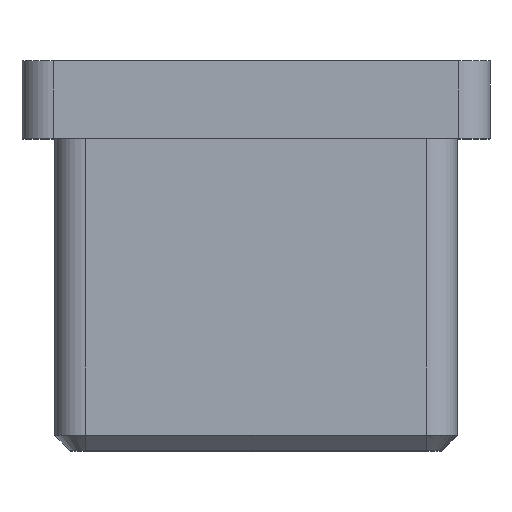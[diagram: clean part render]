
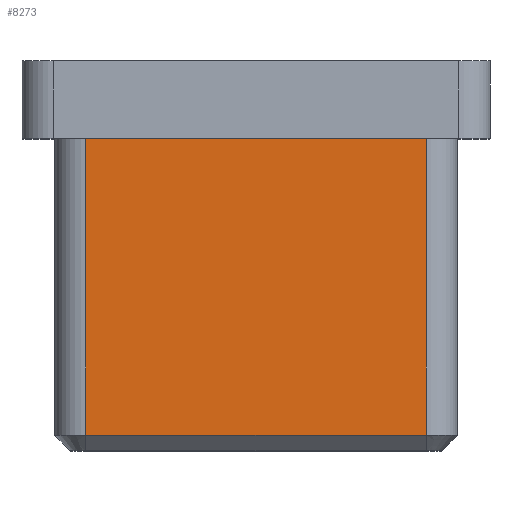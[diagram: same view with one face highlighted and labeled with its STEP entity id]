
A CAD part, top view. The second image highlights one B-rep face of the part: STEP entity #8273.
In plain terms, the highlighted planar face has unit normal (0, 0, 1).
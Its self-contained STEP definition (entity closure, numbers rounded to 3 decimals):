
#343 = CARTESIAN_POINT ( 'NONE',  ( -10.9, -19., 12.9 ) ) ;
#2139 = CARTESIAN_POINT ( 'NONE',  ( 10.9, -19., 12.9 ) ) ;
#2346 = CARTESIAN_POINT ( 'NONE',  ( -10.9, -20., 12.9 ) ) ;
#2418 = DIRECTION ( 'NONE',  ( 0., -1., 0. ) ) ;
#2925 = VERTEX_POINT ( 'NONE', #11626 ) ;
#3048 = DIRECTION ( 'NONE',  ( 0., 1., 0. ) ) ;
#3539 = EDGE_CURVE ( 'NONE', #7532, #6624, #9355, .T. ) ;
#4336 = ORIENTED_EDGE ( 'NONE', *, *, #18892, .T. ) ;
#4481 = ORIENTED_EDGE ( 'NONE', *, *, #3539, .T. ) ;
#5388 = ORIENTED_EDGE ( 'NONE', *, *, #8003, .T. ) ;
#5713 = VECTOR ( 'NONE', #2418, 1000. ) ;
#6206 = VECTOR ( 'NONE', #12980, 1000. ) ;
#6373 = EDGE_CURVE ( 'NONE', #11462, #7532, #8643, .T. ) ;
#6624 = VERTEX_POINT ( 'NONE', #19322 ) ;
#7276 = CARTESIAN_POINT ( 'NONE',  ( 10.9, -20., 12.9 ) ) ;
#7532 = VERTEX_POINT ( 'NONE', #343 ) ;
#8003 = EDGE_CURVE ( 'NONE', #2925, #11462, #14977, .T. ) ;
#8273 = ADVANCED_FACE ( 'NONE', ( #11583 ), #14296, .F. ) ;
#8292 = DIRECTION ( 'NONE',  ( 0., 0., -1. ) ) ;
#8343 = EDGE_LOOP ( 'NONE', ( #13356, #4481, #4336, #5388 ) ) ;
#8643 = LINE ( 'NONE', #2346, #5713 ) ;
#9003 = VECTOR ( 'NONE', #3048, 1000. ) ;
#9355 = LINE ( 'NONE', #2139, #6206 ) ;
#10743 = AXIS2_PLACEMENT_3D ( 'NONE', #17554, #8292, #18954 ) ;
#11410 = LINE ( 'NONE', #7276, #9003 ) ;
#11462 = VERTEX_POINT ( 'NONE', #17481 ) ;
#11583 = FACE_OUTER_BOUND ( 'NONE', #8343, .T. ) ;
#11626 = CARTESIAN_POINT ( 'NONE',  ( 10.9, 0., 12.9 ) ) ;
#12520 = VECTOR ( 'NONE', #16621, 1000. ) ;
#12980 = DIRECTION ( 'NONE',  ( 1., 0., 0. ) ) ;
#13356 = ORIENTED_EDGE ( 'NONE', *, *, #6373, .T. ) ;
#14296 = PLANE ( 'NONE',  #10743 ) ;
#14977 = LINE ( 'NONE', #15128, #12520 ) ;
#15128 = CARTESIAN_POINT ( 'NONE',  ( -12.9, 0., 12.9 ) ) ;
#16621 = DIRECTION ( 'NONE',  ( -1., 0., 0. ) ) ;
#17481 = CARTESIAN_POINT ( 'NONE',  ( -10.9, 0., 12.9 ) ) ;
#17554 = CARTESIAN_POINT ( 'NONE',  ( -12.9, -20., 12.9 ) ) ;
#18892 = EDGE_CURVE ( 'NONE', #6624, #2925, #11410, .T. ) ;
#18954 = DIRECTION ( 'NONE',  ( -1., 0., 0. ) ) ;
#19322 = CARTESIAN_POINT ( 'NONE',  ( 10.9, -19., 12.9 ) ) ;
